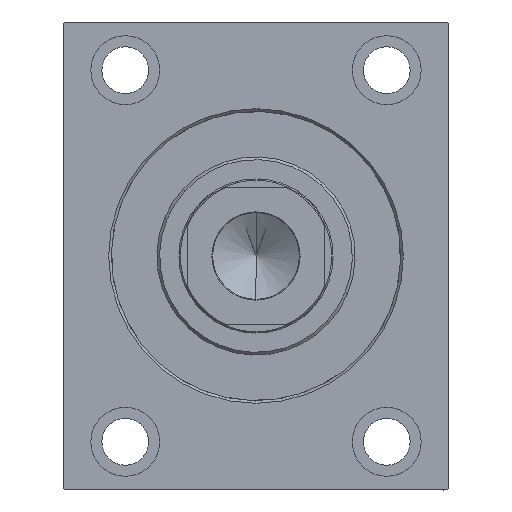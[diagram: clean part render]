
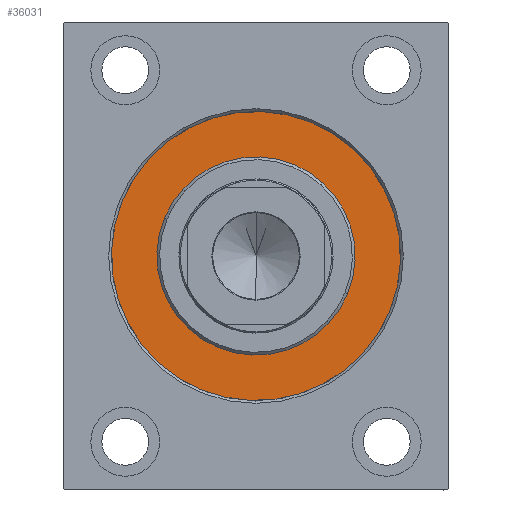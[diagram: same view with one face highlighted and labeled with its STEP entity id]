
A CAD part, left-side view. The second image highlights one B-rep face of the part: STEP entity #36031.
In plain terms, the highlighted face is planar.
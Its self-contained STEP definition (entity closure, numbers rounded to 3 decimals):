
#688 = DIRECTION ( 'NONE',  ( -1., 0., 0. ) ) ;
#772 = DIRECTION ( 'NONE',  ( 0., 0., -1. ) ) ;
#1056 = VERTEX_POINT ( 'NONE', #38973 ) ;
#1479 = DIRECTION ( 'NONE',  ( 1., 0., 0. ) ) ;
#3374 = EDGE_LOOP ( 'NONE', ( #8776, #31719 ) ) ;
#4821 = CARTESIAN_POINT ( 'NONE',  ( 0., 0., 0. ) ) ;
#5885 = FACE_OUTER_BOUND ( 'NONE', #20841, .T. ) ;
#7351 = CIRCLE ( 'NONE', #27249, 52.5 ) ;
#7538 = DIRECTION ( 'NONE',  ( 0., 0., 1. ) ) ;
#7895 = CARTESIAN_POINT ( 'NONE',  ( 0., 0., 0. ) ) ;
#7979 = CARTESIAN_POINT ( 'NONE',  ( 0., 0., 0. ) ) ;
#8040 = EDGE_CURVE ( 'NONE', #24422, #1056, #39956, .T. ) ;
#8619 = CARTESIAN_POINT ( 'NONE',  ( 0., 0., 52.5 ) ) ;
#8776 = ORIENTED_EDGE ( 'NONE', *, *, #33598, .F. ) ;
#10875 = DIRECTION ( 'NONE',  ( -1., 0., 0. ) ) ;
#11219 = DIRECTION ( 'NONE',  ( 1., 0., 0. ) ) ;
#11547 = EDGE_CURVE ( 'NONE', #12292, #16881, #7351, .T. ) ;
#12292 = VERTEX_POINT ( 'NONE', #15211 ) ;
#12556 = DIRECTION ( 'NONE',  ( -1., 0., 0. ) ) ;
#13001 = DIRECTION ( 'NONE',  ( 0., 0., 1. ) ) ;
#14880 = AXIS2_PLACEMENT_3D ( 'NONE', #33265, #12556, #13001 ) ;
#15211 = CARTESIAN_POINT ( 'NONE',  ( 0., 0., -52.5 ) ) ;
#16881 = VERTEX_POINT ( 'NONE', #8619 ) ;
#17650 = AXIS2_PLACEMENT_3D ( 'NONE', #40978, #688, #21163 ) ;
#20841 = EDGE_LOOP ( 'NONE', ( #33599, #38884 ) ) ;
#21163 = DIRECTION ( 'NONE',  ( 0., 0., 1. ) ) ;
#24422 = VERTEX_POINT ( 'NONE', #38401 ) ;
#26452 = AXIS2_PLACEMENT_3D ( 'NONE', #4821, #1479, #31981 ) ;
#27249 = AXIS2_PLACEMENT_3D ( 'NONE', #7979, #10875, #7538 ) ;
#28664 = EDGE_CURVE ( 'NONE', #16881, #12292, #35427, .T. ) ;
#30146 = FACE_BOUND ( 'NONE', #3374, .T. ) ;
#31719 = ORIENTED_EDGE ( 'NONE', *, *, #8040, .F. ) ;
#31981 = DIRECTION ( 'NONE',  ( 0., 0., -1. ) ) ;
#33265 = CARTESIAN_POINT ( 'NONE',  ( 0., 0., 0. ) ) ;
#33598 = EDGE_CURVE ( 'NONE', #1056, #24422, #36152, .T. ) ;
#33599 = ORIENTED_EDGE ( 'NONE', *, *, #11547, .F. ) ;
#35427 = CIRCLE ( 'NONE', #17650, 52.5 ) ;
#36031 = ADVANCED_FACE ( 'NONE', ( #30146, #5885 ), #42842, .F. ) ;
#36152 = CIRCLE ( 'NONE', #39709, 36. ) ;
#38401 = CARTESIAN_POINT ( 'NONE',  ( 0., 0., -36. ) ) ;
#38884 = ORIENTED_EDGE ( 'NONE', *, *, #28664, .F. ) ;
#38973 = CARTESIAN_POINT ( 'NONE',  ( 0., 0., 36. ) ) ;
#39709 = AXIS2_PLACEMENT_3D ( 'NONE', #7895, #11219, #772 ) ;
#39956 = CIRCLE ( 'NONE', #26452, 36. ) ;
#40978 = CARTESIAN_POINT ( 'NONE',  ( 0., 0., 0. ) ) ;
#42842 = PLANE ( 'NONE',  #14880 ) ;
